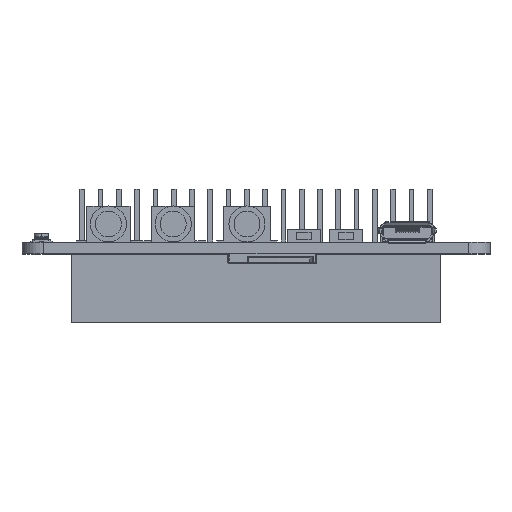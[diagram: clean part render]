
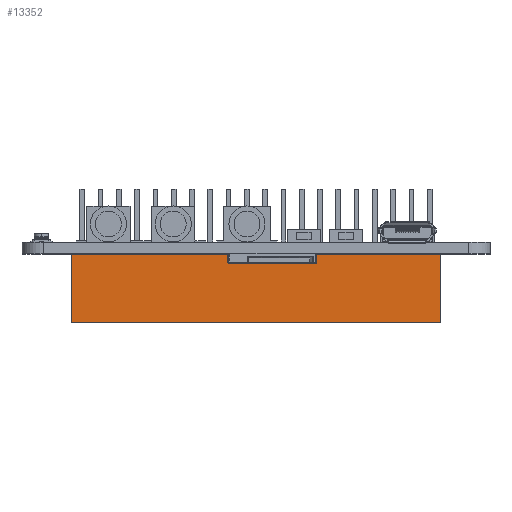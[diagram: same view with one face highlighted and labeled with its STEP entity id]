
A CAD part, top view. The second image highlights one B-rep face of the part: STEP entity #13352.
In plain terms, the highlighted face is planar.
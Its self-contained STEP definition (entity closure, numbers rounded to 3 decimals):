
#2469=DIRECTION('',(0.,-1.,0.));
#2470=VECTOR('',#2469,9.5);
#2471=CARTESIAN_POINT('',(-25.65,4.75,-2.5));
#2472=LINE('',#2471,#2470);
#2476=DIRECTION('',(1.,0.,0.));
#2477=VECTOR('',#2476,51.3);
#2478=CARTESIAN_POINT('',(-25.65,-4.75,-2.5));
#2479=LINE('',#2478,#2477);
#2483=DIRECTION('',(0.,1.,0.));
#2484=VECTOR('',#2483,9.5);
#2485=CARTESIAN_POINT('',(25.65,-4.75,-2.5));
#2486=LINE('',#2485,#2484);
#2490=DIRECTION('',(-1.,0.,0.));
#2491=VECTOR('',#2490,51.3);
#2492=CARTESIAN_POINT('',(25.65,4.75,-2.5));
#2493=LINE('',#2492,#2491);
#11689=CARTESIAN_POINT('',(-25.65,4.75,-2.5));
#11690=CARTESIAN_POINT('',(-25.65,-4.75,-2.5));
#11691=VERTEX_POINT('',#11689);
#11692=VERTEX_POINT('',#11690);
#11693=CARTESIAN_POINT('',(25.65,-4.75,-2.5));
#11694=VERTEX_POINT('',#11693);
#11695=CARTESIAN_POINT('',(25.65,4.75,-2.5));
#11696=VERTEX_POINT('',#11695);
#13337=CARTESIAN_POINT('',(0.,0.,-2.5));
#13338=DIRECTION('',(0.,0.,1.));
#13339=DIRECTION('',(1.,0.,0.));
#13340=AXIS2_PLACEMENT_3D('',#13337,#13338,#13339);
#13341=PLANE('',#13340);
#13343=ORIENTED_EDGE('',*,*,#13342,.T.);
#13345=ORIENTED_EDGE('',*,*,#13344,.T.);
#13347=ORIENTED_EDGE('',*,*,#13346,.T.);
#13349=ORIENTED_EDGE('',*,*,#13348,.T.);
#13350=EDGE_LOOP('',(#13343,#13345,#13347,#13349));
#13351=FACE_OUTER_BOUND('',#13350,.F.);
#13342=EDGE_CURVE('',#11691,#11692,#2472,.T.);
#13344=EDGE_CURVE('',#11692,#11694,#2479,.T.);
#13346=EDGE_CURVE('',#11694,#11696,#2486,.T.);
#13348=EDGE_CURVE('',#11696,#11691,#2493,.T.);
#13352=ADVANCED_FACE('',(#13351),#13341,.F.);
